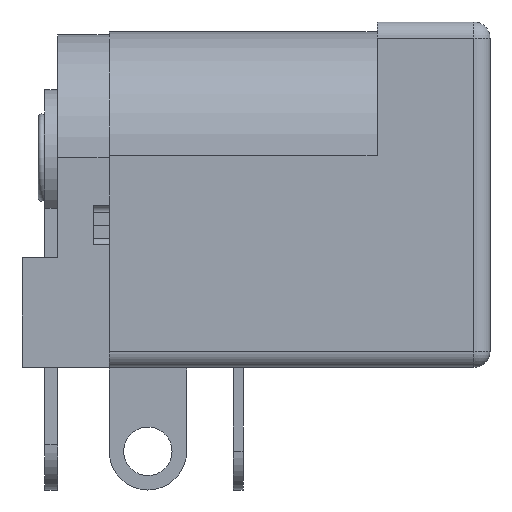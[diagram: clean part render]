
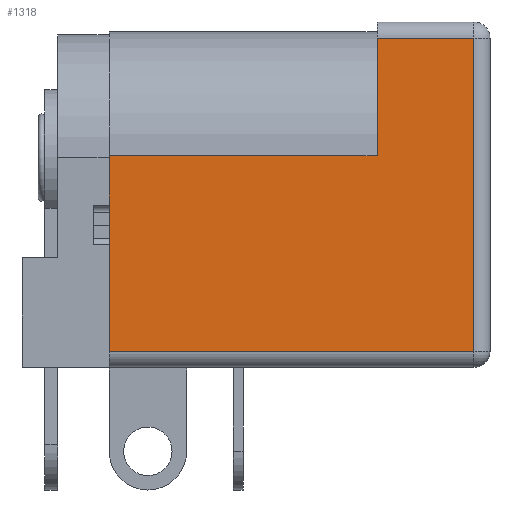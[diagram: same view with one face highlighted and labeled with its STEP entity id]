
A CAD part, left-side view. The second image highlights one B-rep face of the part: STEP entity #1318.
In plain terms, the highlighted planar face has unit normal (-1, 0, 0).
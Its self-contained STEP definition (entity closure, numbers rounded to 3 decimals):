
#269 = VERTEX_POINT('',#270);
#270 = CARTESIAN_POINT('',(-4.5,-1.8,0.5));
#465 = VERTEX_POINT('',#466);
#466 = CARTESIAN_POINT('',(-4.5,-1.8,6.55));
#472 = EDGE_CURVE('',#465,#269,#473,.T.);
#473 = LINE('',#474,#475);
#474 = CARTESIAN_POINT('',(-4.5,-1.8,6.55));
#475 = VECTOR('',#476,1.);
#476 = DIRECTION('',(0.,0.,-1.));
#1291 = VERTEX_POINT('',#1292);
#1292 = CARTESIAN_POINT('',(-4.5,-13.1,0.5));
#1301 = EDGE_CURVE('',#1291,#269,#1302,.T.);
#1302 = LINE('',#1303,#1304);
#1303 = CARTESIAN_POINT('',(-4.5,-13.6,0.5));
#1304 = VECTOR('',#1305,1.);
#1305 = DIRECTION('',(0.,1.,0.));
#1318 = ADVANCED_FACE('',(#1319),#1353,.T.);
#1319 = FACE_BOUND('',#1320,.T.);
#1320 = EDGE_LOOP('',(#1321,#1322,#1323,#1331,#1339,#1347));
#1321 = ORIENTED_EDGE('',*,*,#472,.T.);
#1322 = ORIENTED_EDGE('',*,*,#1301,.F.);
#1323 = ORIENTED_EDGE('',*,*,#1324,.T.);
#1324 = EDGE_CURVE('',#1291,#1325,#1327,.T.);
#1325 = VERTEX_POINT('',#1326);
#1326 = CARTESIAN_POINT('',(-4.5,-13.1,10.2));
#1327 = LINE('',#1328,#1329);
#1328 = CARTESIAN_POINT('',(-4.5,-13.1,10.7));
#1329 = VECTOR('',#1330,1.);
#1330 = DIRECTION('',(0.,0.,1.));
#1331 = ORIENTED_EDGE('',*,*,#1332,.T.);
#1332 = EDGE_CURVE('',#1325,#1333,#1335,.T.);
#1333 = VERTEX_POINT('',#1334);
#1334 = CARTESIAN_POINT('',(-4.5,-10.1,10.2));
#1335 = LINE('',#1336,#1337);
#1336 = CARTESIAN_POINT('',(-4.5,-13.6,10.2));
#1337 = VECTOR('',#1338,1.);
#1338 = DIRECTION('',(0.,1.,0.));
#1339 = ORIENTED_EDGE('',*,*,#1340,.F.);
#1340 = EDGE_CURVE('',#1341,#1333,#1343,.T.);
#1341 = VERTEX_POINT('',#1342);
#1342 = CARTESIAN_POINT('',(-4.5,-10.1,6.55));
#1343 = LINE('',#1344,#1345);
#1344 = CARTESIAN_POINT('',(-4.5,-10.1,0.));
#1345 = VECTOR('',#1346,1.);
#1346 = DIRECTION('',(0.,0.,1.));
#1347 = ORIENTED_EDGE('',*,*,#1348,.F.);
#1348 = EDGE_CURVE('',#465,#1341,#1349,.T.);
#1349 = LINE('',#1350,#1351);
#1350 = CARTESIAN_POINT('',(-4.5,-1.8,6.55));
#1351 = VECTOR('',#1352,1.);
#1352 = DIRECTION('',(0.,-1.,0.));
#1353 = PLANE('',#1354);
#1354 = AXIS2_PLACEMENT_3D('',#1355,#1356,#1357);
#1355 = CARTESIAN_POINT('',(-4.5,-13.6,0.));
#1356 = DIRECTION('',(-1.,0.,0.));
#1357 = DIRECTION('',(0.,0.,1.));
